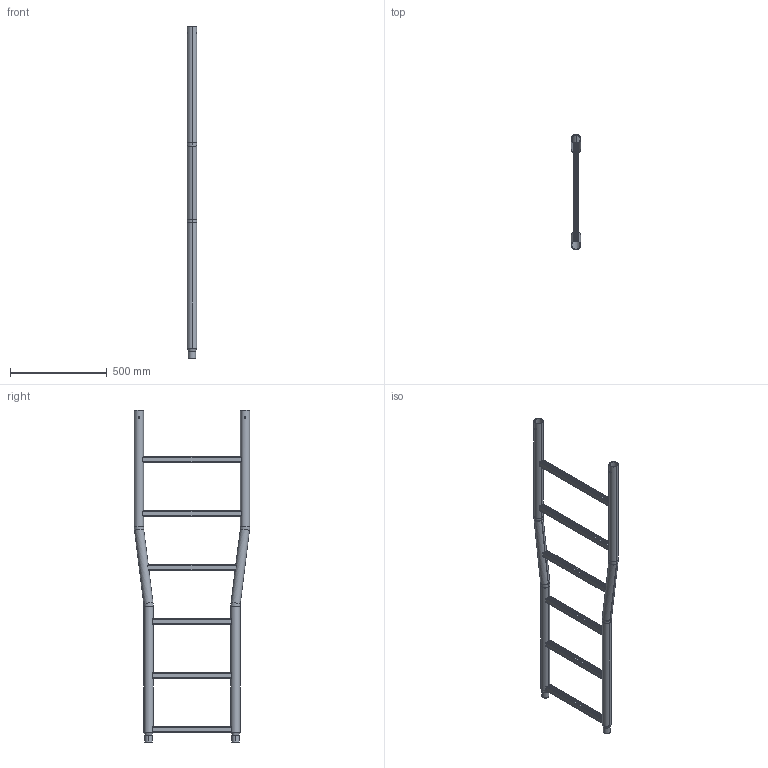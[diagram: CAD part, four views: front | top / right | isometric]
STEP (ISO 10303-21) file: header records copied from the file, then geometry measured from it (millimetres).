
FILE_DESCRIPTION (( 'STEP AP203' ), '1' );
FILE_NAME ('6290050006.STEP', '2024-04-24T11:29:14', ( '' ), ( '' ), 'SwSTEP 2.0', 'SolidWorks 2022', '' );
FILE_SCHEMA (( 'CONFIG_CONTROL_DESIGN' ));
Length unit declared in the file: metre
Products named in the file (1): 6290050006
Bounding box: 48 x 598 x 1719.96 mm (x, y, z)
Volume: 1369820.5 mm3; surface area: 1597704.3 mm2
Topology: 8 solids, 8 shells, 464 faces, 1340 edges, 880 vertices
Faces by surface type: cylinder 268, plane 172, torus 16, cone 8
Entity records: 15919 total; most frequent: CARTESIAN_POINT 4965, ORIENTED_EDGE 2680, DIRECTION 1838, EDGE_CURVE 1340, VERTEX_POINT 880, VECTOR 732, LINE 732, AXIS2_PLACEMENT_3D 553
